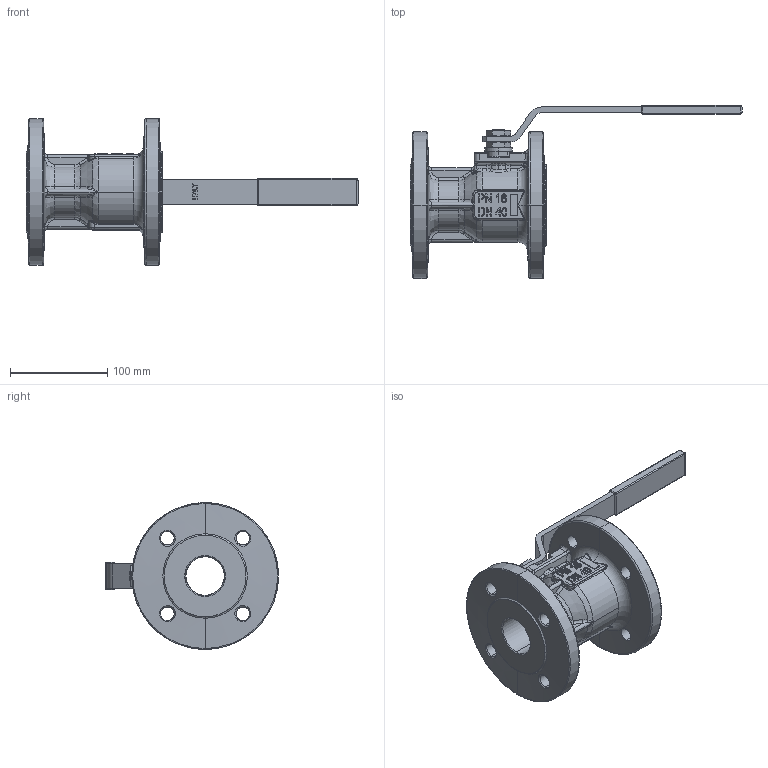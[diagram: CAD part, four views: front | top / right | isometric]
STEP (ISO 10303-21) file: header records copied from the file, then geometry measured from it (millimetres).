
FILE_DESCRIPTION (( 'STEP AP203' ), '1' );
FILE_NAME ('73000008.STEP', '2008-09-03T09:05:54', ( '.' ), ( '.' ), 'SwSTEP 2.0', 'SolidWorks 2007', '' );
FILE_SCHEMA (( 'CONFIG_CONTROL_DESIGN' ));
Products named in the file (1): 73000008
Bounding box: 341.5 x 178 x 151 mm (x, y, z)
Volume: 893945.8 mm3; surface area: 153758.7 mm2
Topology: 1 solids, 1 shells, 956 faces, 2416 edges, 1479 vertices
Faces by surface type: bspline 339, plane 312, cylinder 194, cone 103, torus 8
Entity records: 49188 total; most frequent: CARTESIAN_POINT 28710, ORIENTED_EDGE 4760, DIRECTION 3433, EDGE_CURVE 2380, VERTEX_POINT 1479, AXIS2_PLACEMENT_3D 1179, VECTOR 1075, LINE 1075
